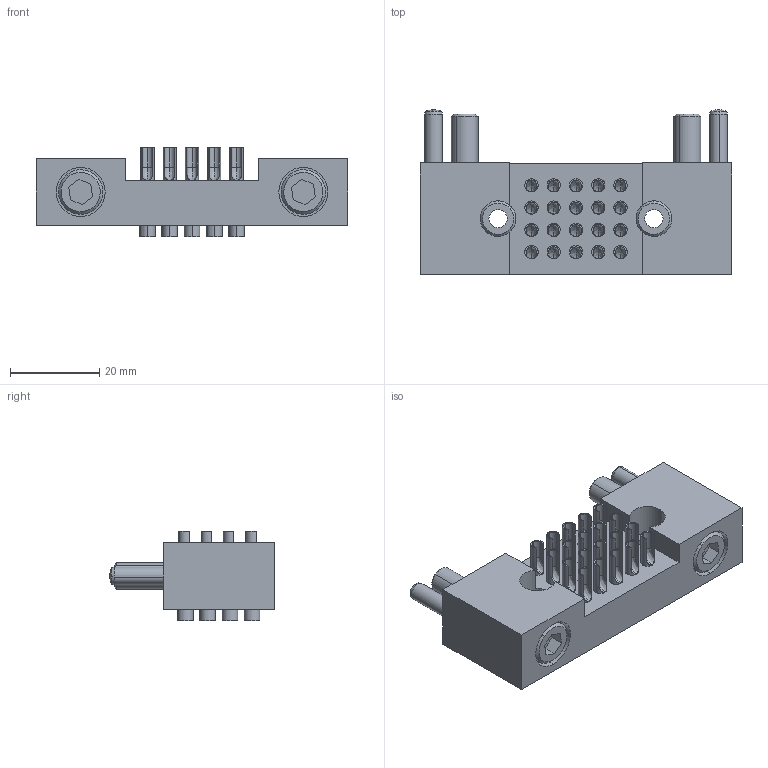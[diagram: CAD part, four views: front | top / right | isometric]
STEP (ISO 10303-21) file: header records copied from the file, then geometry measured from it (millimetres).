
FILE_DESCRIPTION (( 'STEP AP214' ), '1' );
FILE_NAME ('INGUN_49906.STEP', '2025-06-30T09:50:37', ( '' ), ( '' ), 'SwSTEP 2.0', 'SolidWorks 2023', '' );
FILE_SCHEMA (( 'AUTOMOTIVE_DESIGN' ));
Length unit declared in the file: millimetre
Products named in the file (6): 3803~0; 49905~0_S; DIN912~n_M06,0x030; KT-Master__ADA~kt_KT-120 L3 E02-30; INGUN_49906; DIN6325~n_04,0m6x022
Assembly tree (27 placements, depth 2):
  INGUN_49906
    49905~0_S
    3803~0  x2
    KT-Master__ADA~kt_KT-120 L3 E02-30  x20
    DIN6325~n_04,0m6x022  x2
    DIN912~n_M06,0x030  x2
Bounding box: 70 x 37 x 20 mm (x, y, z)
Volume: 22810.9 mm3; surface area: 18091.4 mm2
Topology: 47 solids, 47 shells, 5200 faces, 14888 edges, 9790 vertices
Faces by surface type: plane 3384, cylinder 1464, cone 300, bspline 40, sphere 8, torus 4
Entity records: 12703 total; most frequent: CARTESIAN_POINT 2820, ORIENTED_EDGE 2050, DIRECTION 1974, EDGE_CURVE 1025, AXIS2_PLACEMENT_3D 769, VERTEX_POINT 675, LINE 436, VECTOR 436
